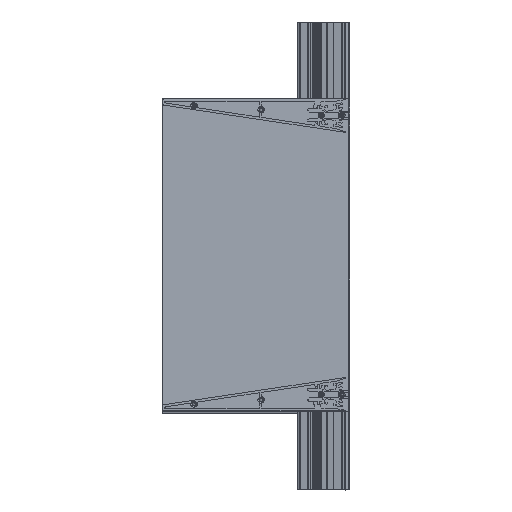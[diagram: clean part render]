
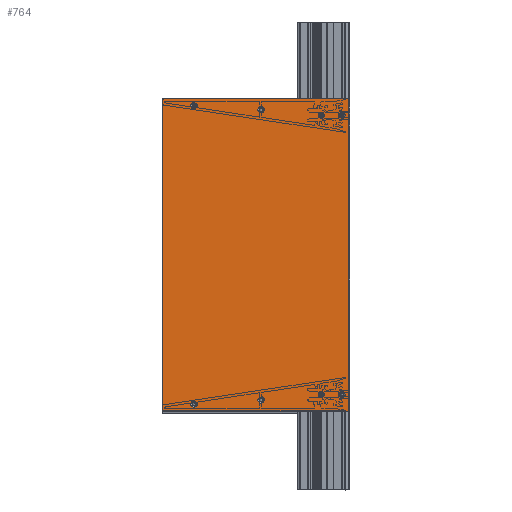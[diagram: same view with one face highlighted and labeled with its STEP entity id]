
A CAD part, top view. The second image highlights one B-rep face of the part: STEP entity #764.
In plain terms, the highlighted planar face has unit normal (0, 0, 1).
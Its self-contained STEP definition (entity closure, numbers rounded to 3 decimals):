
#764=ADVANCED_FACE('',(#2225,#2226,#2227,#2228,#2229,#2230,#2231,#2232,#2233),#2234,.T.);
#2225=FACE_BOUND('',#5136,.T.);
#2226=FACE_BOUND('',#5137,.T.);
#2227=FACE_BOUND('',#5138,.T.);
#2228=FACE_BOUND('',#5139,.T.);
#2229=FACE_BOUND('',#5140,.T.);
#2230=FACE_BOUND('',#5141,.T.);
#2231=FACE_BOUND('',#5142,.T.);
#2232=FACE_BOUND('',#5143,.T.);
#2233=FACE_OUTER_BOUND('',#5144,.T.);
#2234=PLANE('',#5145);
#5136=EDGE_LOOP('',(#8448,#8449));
#5137=EDGE_LOOP('',(#8450,#8451));
#5138=EDGE_LOOP('',(#8452,#8453));
#5139=EDGE_LOOP('',(#8454,#8455));
#5140=EDGE_LOOP('',(#8456,#8457));
#5141=EDGE_LOOP('',(#8458,#8459));
#5142=EDGE_LOOP('',(#8460,#8461));
#5143=EDGE_LOOP('',(#8462,#8463));
#5144=EDGE_LOOP('',(#8464,#8465,#8466,#8467,#8468,#8469,#8470,#8471));
#5145=AXIS2_PLACEMENT_3D('',#8472,#8473,#8474);
#8448=ORIENTED_EDGE('',*,*,#20232,.F.);
#8449=ORIENTED_EDGE('',*,*,#20327,.F.);
#8450=ORIENTED_EDGE('',*,*,#20241,.F.);
#8451=ORIENTED_EDGE('',*,*,#20328,.F.);
#8452=ORIENTED_EDGE('',*,*,#20250,.F.);
#8453=ORIENTED_EDGE('',*,*,#20329,.F.);
#8454=ORIENTED_EDGE('',*,*,#20259,.F.);
#8455=ORIENTED_EDGE('',*,*,#20330,.F.);
#8456=ORIENTED_EDGE('',*,*,#20268,.F.);
#8457=ORIENTED_EDGE('',*,*,#20331,.F.);
#8458=ORIENTED_EDGE('',*,*,#20277,.F.);
#8459=ORIENTED_EDGE('',*,*,#20332,.F.);
#8460=ORIENTED_EDGE('',*,*,#20286,.F.);
#8461=ORIENTED_EDGE('',*,*,#20333,.F.);
#8462=ORIENTED_EDGE('',*,*,#20295,.F.);
#8463=ORIENTED_EDGE('',*,*,#20334,.F.);
#8464=ORIENTED_EDGE('',*,*,#20305,.F.);
#8465=ORIENTED_EDGE('',*,*,#20326,.F.);
#8466=ORIENTED_EDGE('',*,*,#20323,.F.);
#8467=ORIENTED_EDGE('',*,*,#20320,.F.);
#8468=ORIENTED_EDGE('',*,*,#20317,.F.);
#8469=ORIENTED_EDGE('',*,*,#20314,.F.);
#8470=ORIENTED_EDGE('',*,*,#20311,.F.);
#8471=ORIENTED_EDGE('',*,*,#20308,.F.);
#8472=CARTESIAN_POINT('',(83.477,7.942,2.0));
#8473=DIRECTION('',(0.0,0.,1.0));
#8474=DIRECTION('',(0.0,1.0,0.));
#20232=EDGE_CURVE('',#24298,#24301,#24302,.T.);
#20241=EDGE_CURVE('',#24315,#24318,#24319,.T.);
#20250=EDGE_CURVE('',#24332,#24335,#24336,.T.);
#20259=EDGE_CURVE('',#24349,#24352,#24353,.T.);
#20268=EDGE_CURVE('',#24366,#24369,#24370,.T.);
#20277=EDGE_CURVE('',#24383,#24386,#24387,.T.);
#20286=EDGE_CURVE('',#24400,#24403,#24404,.T.);
#20295=EDGE_CURVE('',#24417,#24420,#24421,.T.);
#20305=EDGE_CURVE('',#24437,#24439,#24440,.T.);
#20308=EDGE_CURVE('',#24439,#24444,#24445,.T.);
#20311=EDGE_CURVE('',#24444,#24449,#24450,.T.);
#20314=EDGE_CURVE('',#24449,#24454,#24455,.T.);
#20317=EDGE_CURVE('',#24454,#24459,#24460,.T.);
#20320=EDGE_CURVE('',#24459,#24464,#24465,.T.);
#20323=EDGE_CURVE('',#24464,#24469,#24470,.T.);
#20326=EDGE_CURVE('',#24469,#24437,#24473,.T.);
#20327=EDGE_CURVE('',#24301,#24298,#24474,.T.);
#20328=EDGE_CURVE('',#24318,#24315,#24475,.T.);
#20329=EDGE_CURVE('',#24335,#24332,#24476,.T.);
#20330=EDGE_CURVE('',#24352,#24349,#24477,.T.);
#20331=EDGE_CURVE('',#24369,#24366,#24478,.T.);
#20332=EDGE_CURVE('',#24386,#24383,#24479,.T.);
#20333=EDGE_CURVE('',#24403,#24400,#24480,.T.);
#20334=EDGE_CURVE('',#24420,#24417,#24481,.T.);
#24298=VERTEX_POINT('',#31023);
#24301=VERTEX_POINT('',#31027);
#24302=CIRCLE('',#31028,2.9);
#24315=VERTEX_POINT('',#31044);
#24318=VERTEX_POINT('',#31048);
#24319=CIRCLE('',#31049,2.9);
#24332=VERTEX_POINT('',#31065);
#24335=VERTEX_POINT('',#31069);
#24336=CIRCLE('',#31070,2.9);
#24349=VERTEX_POINT('',#31086);
#24352=VERTEX_POINT('',#31090);
#24353=CIRCLE('',#31091,2.9);
#24366=VERTEX_POINT('',#31107);
#24369=VERTEX_POINT('',#31111);
#24370=CIRCLE('',#31112,2.9);
#24383=VERTEX_POINT('',#31128);
#24386=VERTEX_POINT('',#31132);
#24387=CIRCLE('',#31133,2.9);
#24400=VERTEX_POINT('',#31149);
#24403=VERTEX_POINT('',#31153);
#24404=CIRCLE('',#31154,2.9);
#24417=VERTEX_POINT('',#31170);
#24420=VERTEX_POINT('',#31174);
#24421=CIRCLE('',#31175,2.9);
#24437=VERTEX_POINT('',#31194);
#24439=VERTEX_POINT('',#31197);
#24440=CIRCLE('',#31198,1.0);
#24444=VERTEX_POINT('',#31204);
#24445=LINE('',#31205,#31206);
#24449=VERTEX_POINT('',#31211);
#24450=CIRCLE('',#31212,1.0);
#24454=VERTEX_POINT('',#31218);
#24455=LINE('',#31219,#31220);
#24459=VERTEX_POINT('',#31225);
#24460=CIRCLE('',#31226,1.5);
#24464=VERTEX_POINT('',#31232);
#24465=LINE('',#31233,#31234);
#24469=VERTEX_POINT('',#31239);
#24470=CIRCLE('',#31240,1.5);
#24473=LINE('',#31245,#31246);
#24474=CIRCLE('',#31247,2.9);
#24475=CIRCLE('',#31248,2.9);
#24476=CIRCLE('',#31249,2.9);
#24477=CIRCLE('',#31250,2.9);
#24478=CIRCLE('',#31251,2.9);
#24479=CIRCLE('',#31252,2.9);
#24480=CIRCLE('',#31253,2.9);
#24481=CIRCLE('',#31254,2.9);
#31023=CARTESIAN_POINT('',(-64.523,-1.014,2.0));
#31027=CARTESIAN_POINT('',(-64.523,4.786,2.0));
#31028=AXIS2_PLACEMENT_3D('',#40124,#40125,#40126);
#31044=CARTESIAN_POINT('',(0.0,-4.9,2.0));
#31048=CARTESIAN_POINT('',(0.,0.9,2.0));
#31049=AXIS2_PLACEMENT_3D('',#40143,#40144,#40145);
#31065=CARTESIAN_POINT('',(57.973,-10.121,2.0));
#31069=CARTESIAN_POINT('',(57.973,-4.321,2.0));
#31070=AXIS2_PLACEMENT_3D('',#40162,#40163,#40164);
#31086=CARTESIAN_POINT('',(77.973,-10.121,2.0));
#31090=CARTESIAN_POINT('',(77.973,-4.321,2.0));
#31091=AXIS2_PLACEMENT_3D('',#40181,#40182,#40183);
#31107=CARTESIAN_POINT('',(77.973,-278.794,2.0));
#31111=CARTESIAN_POINT('',(77.973,-272.994,2.0));
#31112=AXIS2_PLACEMENT_3D('',#40200,#40201,#40202);
#31128=CARTESIAN_POINT('',(57.973,-278.794,2.0));
#31132=CARTESIAN_POINT('',(57.973,-272.994,2.0));
#31133=AXIS2_PLACEMENT_3D('',#40219,#40220,#40221);
#31149=CARTESIAN_POINT('',(0.,-284.015,2.0));
#31153=CARTESIAN_POINT('',(0.,-278.215,2.0));
#31154=AXIS2_PLACEMENT_3D('',#40238,#40239,#40240);
#31170=CARTESIAN_POINT('',(-64.523,-287.901,2.0));
#31174=CARTESIAN_POINT('',(-64.523,-282.101,2.0));
#31175=AXIS2_PLACEMENT_3D('',#40257,#40258,#40259);
#31194=CARTESIAN_POINT('',(83.477,8.942,2.0));
#31197=CARTESIAN_POINT('',(84.477,7.942,2.0));
#31198=AXIS2_PLACEMENT_3D('',#40279,#40280,#40281);
#31204=CARTESIAN_POINT('',(84.477,-291.058,2.0));
#31205=CARTESIAN_POINT('',(84.477,8.942,2.0));
#31206=VECTOR('',#40284,1000.0);
#31211=CARTESIAN_POINT('',(83.477,-292.058,2.0));
#31212=AXIS2_PLACEMENT_3D('',#40289,#40290,#40291);
#31218=CARTESIAN_POINT('',(-93.523,-292.058,2.0));
#31219=CARTESIAN_POINT('',(84.477,-292.058,2.0));
#31220=VECTOR('',#40294,1000.0);
#31225=CARTESIAN_POINT('',(-95.023,-290.558,2.0));
#31226=AXIS2_PLACEMENT_3D('',#40299,#40300,#40301);
#31232=CARTESIAN_POINT('',(-95.023,7.442,2.0));
#31233=CARTESIAN_POINT('',(-95.023,-290.558,2.0));
#31234=VECTOR('',#40304,1000.0);
#31239=CARTESIAN_POINT('',(-93.523,8.942,2.0));
#31240=AXIS2_PLACEMENT_3D('',#40309,#40310,#40311);
#31245=CARTESIAN_POINT('',(-93.523,8.942,2.0));
#31246=VECTOR('',#40314,1000.0);
#31247=AXIS2_PLACEMENT_3D('',#40315,#40316,#40317);
#31248=AXIS2_PLACEMENT_3D('',#40318,#40319,#40320);
#31249=AXIS2_PLACEMENT_3D('',#40321,#40322,#40323);
#31250=AXIS2_PLACEMENT_3D('',#40324,#40325,#40326);
#31251=AXIS2_PLACEMENT_3D('',#40327,#40328,#40329);
#31252=AXIS2_PLACEMENT_3D('',#40330,#40331,#40332);
#31253=AXIS2_PLACEMENT_3D('',#40333,#40334,#40335);
#31254=AXIS2_PLACEMENT_3D('',#40336,#40337,#40338);
#40124=CARTESIAN_POINT('',(-64.523,1.886,2.0));
#40125=DIRECTION('',(0.0,0.,1.0));
#40126=DIRECTION('',(0.0,-1.0,0.));
#40143=CARTESIAN_POINT('',(0.0,-2.,2.0));
#40144=DIRECTION('',(0.0,0.,1.0));
#40145=DIRECTION('',(0.0,-1.0,0.));
#40162=CARTESIAN_POINT('',(57.973,-7.221,2.0));
#40163=DIRECTION('',(0.0,0.,1.0));
#40164=DIRECTION('',(0.0,-1.0,0.));
#40181=CARTESIAN_POINT('',(77.973,-7.221,2.0));
#40182=DIRECTION('',(0.0,0.,1.0));
#40183=DIRECTION('',(0.0,-1.0,0.));
#40200=CARTESIAN_POINT('',(77.973,-275.894,2.0));
#40201=DIRECTION('',(0.0,0.,1.0));
#40202=DIRECTION('',(0.0,-1.0,0.));
#40219=CARTESIAN_POINT('',(57.973,-275.894,2.0));
#40220=DIRECTION('',(0.0,0.,1.0));
#40221=DIRECTION('',(0.0,-1.0,0.));
#40238=CARTESIAN_POINT('',(0.,-281.115,2.0));
#40239=DIRECTION('',(0.0,0.,1.0));
#40240=DIRECTION('',(0.0,-1.0,0.));
#40257=CARTESIAN_POINT('',(-64.523,-285.001,2.0));
#40258=DIRECTION('',(0.0,0.,1.0));
#40259=DIRECTION('',(0.0,-1.0,0.));
#40279=CARTESIAN_POINT('',(83.477,7.942,2.0));
#40280=DIRECTION('',(-0.0,0.,-1.0));
#40281=DIRECTION('',(-1.0,0.0,0.0));
#40284=DIRECTION('',(0.,-1.0,0.));
#40289=CARTESIAN_POINT('',(83.477,-291.058,2.0));
#40290=DIRECTION('',(0.0,0.,-1.0));
#40291=DIRECTION('',(1.0,0.0,0.0));
#40294=DIRECTION('',(-1.0,0.,0.));
#40299=CARTESIAN_POINT('',(-93.523,-290.558,2.0));
#40300=DIRECTION('',(0.0,0.,-1.0));
#40301=DIRECTION('',(1.0,0.0,0.0));
#40304=DIRECTION('',(0.,1.0,0.));
#40309=CARTESIAN_POINT('',(-93.523,7.442,2.0));
#40310=DIRECTION('',(0.0,0.,-1.0));
#40311=DIRECTION('',(1.0,0.0,0.0));
#40314=DIRECTION('',(1.0,0.,0.));
#40315=CARTESIAN_POINT('',(-64.523,1.886,2.0));
#40316=DIRECTION('',(0.0,0.,1.0));
#40317=DIRECTION('',(0.0,-1.0,0.));
#40318=CARTESIAN_POINT('',(0.0,-2.,2.0));
#40319=DIRECTION('',(0.0,0.,1.0));
#40320=DIRECTION('',(0.0,-1.0,0.));
#40321=CARTESIAN_POINT('',(57.973,-7.221,2.0));
#40322=DIRECTION('',(0.0,0.,1.0));
#40323=DIRECTION('',(0.0,-1.0,0.));
#40324=CARTESIAN_POINT('',(77.973,-7.221,2.0));
#40325=DIRECTION('',(0.0,0.,1.0));
#40326=DIRECTION('',(0.0,-1.0,0.));
#40327=CARTESIAN_POINT('',(77.973,-275.894,2.0));
#40328=DIRECTION('',(0.0,0.,1.0));
#40329=DIRECTION('',(0.0,-1.0,0.));
#40330=CARTESIAN_POINT('',(57.973,-275.894,2.0));
#40331=DIRECTION('',(0.0,0.,1.0));
#40332=DIRECTION('',(0.0,-1.0,0.));
#40333=CARTESIAN_POINT('',(0.,-281.115,2.0));
#40334=DIRECTION('',(0.0,0.,1.0));
#40335=DIRECTION('',(0.0,-1.0,0.));
#40336=CARTESIAN_POINT('',(-64.523,-285.001,2.0));
#40337=DIRECTION('',(0.0,0.,1.0));
#40338=DIRECTION('',(0.0,-1.0,0.));
